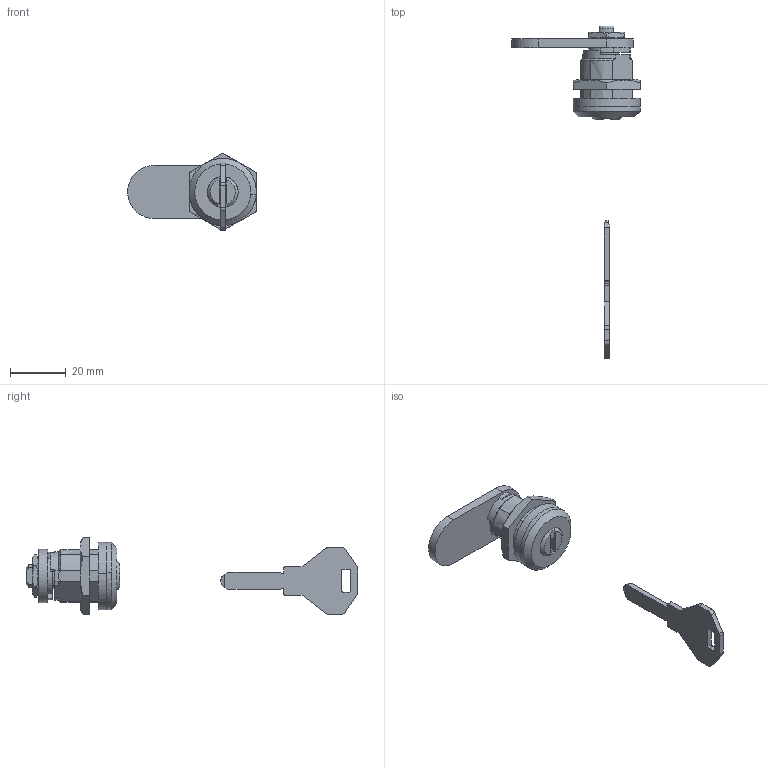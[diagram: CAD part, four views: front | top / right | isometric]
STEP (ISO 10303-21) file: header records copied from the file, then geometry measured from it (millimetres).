
FILE_DESCRIPTION((''),'2;1');
FILE_NAME('','2005-07-15T16:45:02',(''),(''),'','CADfix','');
FILE_SCHEMA(('AUTOMOTIVE_DESIGN'));
Length unit declared in the file: millimetre
Products named in the file (9): washer; spacer; nut_B; nut_A; lock; key; control_cam; cam; TL_326_11227_36
Assembly tree (8 placements, depth 2):
  TL_326_11227_36
    washer
    spacer
    nut_B
    nut_A
    lock
    key
    control_cam
    cam
Bounding box: 45.98 x 118.63 x 27.71 mm (x, y, z)
Volume: 11597.2 mm3; surface area: 8724.5 mm2
Topology: 8 solids, 8 shells, 182 faces, 509 edges, 348 vertices
Faces by surface type: bspline 182
Entity records: 6403 total; most frequent: CARTESIAN_POINT 3284, ORIENTED_EDGE 1018, EDGE_CURVE 509, VERTEX_POINT 348, QUASI_UNIFORM_CURVE 262, EDGE_LOOP 201, FACE_OUTER_BOUND 182, ADVANCED_FACE 182
